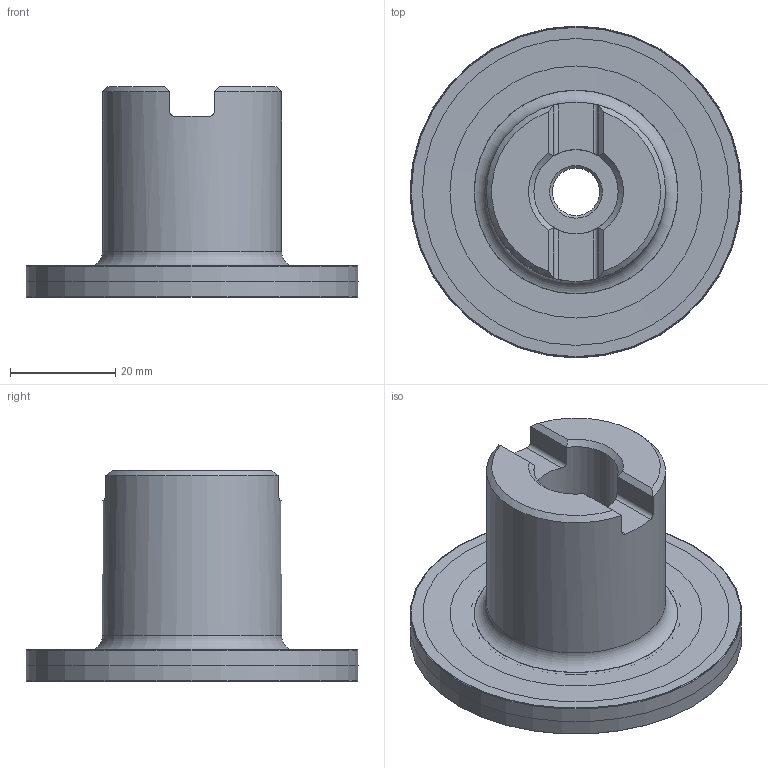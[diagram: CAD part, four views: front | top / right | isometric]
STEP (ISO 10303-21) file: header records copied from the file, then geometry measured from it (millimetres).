
FILE_DESCRIPTION(/* description */ (''),/* implementation_level */ '2;1');
FILE_NAME(/* name */ '63A03R_S90SN12N6_SIM.stp',/* time_stamp */ '2020-01-10T12:53:38+01:00',/* author */ (''),/* organization */ (''),/* preprocessor_version */ 'ST-DEVELOPER v16.7',/* originating_system */ 'SIEMENS PLM Software NX 12.0',/* authorisation */ '');
FILE_SCHEMA (('AUTOMOTIVE_DESIGN { 1 0 10303 214 3 1 1 1 }'));
Length unit declared in the file: millimetre
Products named in the file (1): pp0720C81519vwrb
Bounding box: 63 x 63 x 40 mm (x, y, z)
Volume: 50346.5 mm3; surface area: 17566.8 mm2
Topology: 2 solids, 2 shells, 57 faces, 122 edges, 70 vertices
Faces by surface type: revolution 18, plane 17, cone 10, cylinder 10, torus 2
Full cylindrical faces by diameter (mm): 9 x1, 14 x1, 16 x1, 17 x1, 34 x1, 60 x1
Entity records: 1603 total; most frequent: CARTESIAN_POINT 468, DIRECTION 218, ORIENTED_EDGE 176, EDGE_LOOP 94, EDGE_CURVE 88, AXIS2_PLACEMENT_3D 88, FACE_BOUND 74, VERTEX_POINT 68
